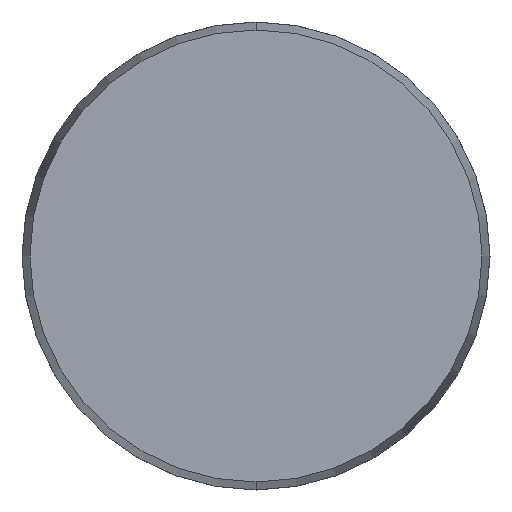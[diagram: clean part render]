
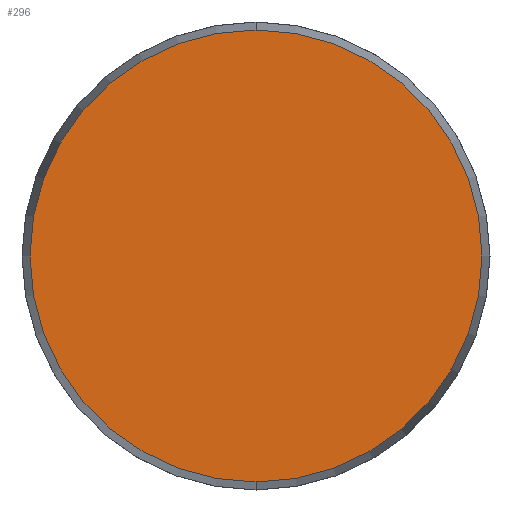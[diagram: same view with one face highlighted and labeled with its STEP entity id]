
A CAD part, front view. The second image highlights one B-rep face of the part: STEP entity #296.
In plain terms, the highlighted planar face has unit normal (0, -1, 0).
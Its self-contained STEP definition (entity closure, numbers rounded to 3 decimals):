
#92 = CARTESIAN_POINT ( 'NONE',  ( 0., 0., -24.143 ) ) ;
#95 = EDGE_CURVE ( 'NONE', #449, #838, #620, .T. ) ;
#108 = EDGE_CURVE ( 'NONE', #838, #449, #1088, .T. ) ;
#120 = AXIS2_PLACEMENT_3D ( 'NONE', #1150, #521, #604 ) ;
#217 = FACE_OUTER_BOUND ( 'NONE', #638, .T. ) ;
#258 = CARTESIAN_POINT ( 'NONE',  ( 0., 0., 24.143 ) ) ;
#296 = ADVANCED_FACE ( 'NONE', ( #217 ), #778, .F. ) ;
#378 = ORIENTED_EDGE ( 'NONE', *, *, #108, .T. ) ;
#449 = VERTEX_POINT ( 'NONE', #92 ) ;
#493 = AXIS2_PLACEMENT_3D ( 'NONE', #583, #517, #1047 ) ;
#517 = DIRECTION ( 'NONE',  ( 0., 1., 0. ) ) ;
#521 = DIRECTION ( 'NONE',  ( 0., -1., 0. ) ) ;
#568 = AXIS2_PLACEMENT_3D ( 'NONE', #610, #979, #884 ) ;
#583 = CARTESIAN_POINT ( 'NONE',  ( -24.143, 0., 0. ) ) ;
#604 = DIRECTION ( 'NONE',  ( 0., 0., -1. ) ) ;
#610 = CARTESIAN_POINT ( 'NONE',  ( 0., 0., 0. ) ) ;
#620 = CIRCLE ( 'NONE', #120, 24.143 ) ;
#638 = EDGE_LOOP ( 'NONE', ( #378, #849 ) ) ;
#778 = PLANE ( 'NONE',  #493 ) ;
#838 = VERTEX_POINT ( 'NONE', #258 ) ;
#849 = ORIENTED_EDGE ( 'NONE', *, *, #95, .T. ) ;
#884 = DIRECTION ( 'NONE',  ( 0., 0., -1. ) ) ;
#979 = DIRECTION ( 'NONE',  ( 0., -1., 0. ) ) ;
#1047 = DIRECTION ( 'NONE',  ( 0., 0., 1. ) ) ;
#1088 = CIRCLE ( 'NONE', #568, 24.143 ) ;
#1150 = CARTESIAN_POINT ( 'NONE',  ( 0., 0., 0. ) ) ;
